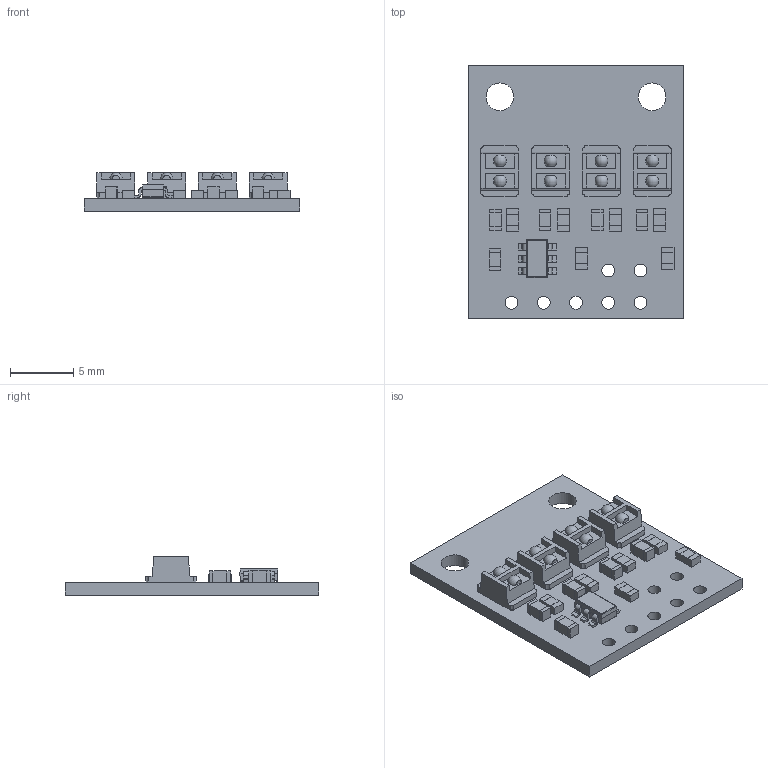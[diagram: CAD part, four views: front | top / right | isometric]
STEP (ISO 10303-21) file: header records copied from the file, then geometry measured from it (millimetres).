
FILE_DESCRIPTION (( 'STEP AP214' ), '1' );
FILE_NAME ('qtrx-hd-04x-reflectance-sensor-array.step', '2018-09-28T18:44:48', ( '' ), ( '' ), 'SwSTEP 2.0', 'SolidWorks 2016', '' );
FILE_SCHEMA (( 'AUTOMOTIVE_DESIGN' ));
Length unit declared in the file: millimetre
Products named in the file (1): qtrx-hd-04x-reflectance-sensor-array
Bounding box: 17 x 20 x 3.04 mm (x, y, z)
Volume: 416.9 mm3; surface area: 1020.7 mm2
Topology: 1 solids, 1 shells, 818 faces, 2238 edges, 1482 vertices
Faces by surface type: plane 603, bspline 134, cylinder 73, torus 8
Full cylindrical faces by diameter (mm): 1.016 x7, 2.184 x2
Entity records: 39097 total; most frequent: CARTESIAN_POINT 10094, ORIENTED_EDGE 4458, DIRECTION 3455, EDGE_CURVE 2229, VECTOR 1761, LINE 1761, VERTEX_POINT 1482, EDGE_LOOP 939
